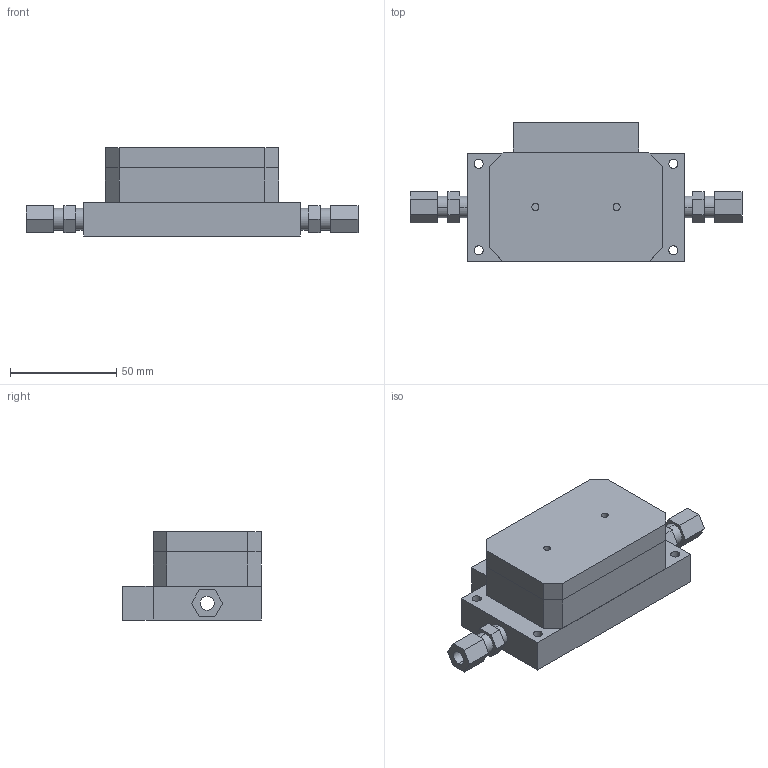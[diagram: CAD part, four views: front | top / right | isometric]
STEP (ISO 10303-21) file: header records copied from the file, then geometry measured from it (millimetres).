
FILE_DESCRIPTION (( 'STEP AP203' ), '1' );
FILE_NAME ('lhp-150cp.STEP', '2016-05-31T18:10:51', ( '' ), ( '' ), 'SwSTEP 2.0', 'SolidWorks 2016', '' );
FILE_SCHEMA (( 'CONFIG_CONTROL_DESIGN' ));
Length unit declared in the file: inch
Products named in the file (1): lhp-150cp
Bounding box: 155.96 x 65.02 x 41.61 mm (x, y, z)
Volume: 197463.9 mm3; surface area: 49683.4 mm2
Topology: 6 solids, 6 shells, 100 faces, 234 edges, 156 vertices
Faces by surface type: plane 70, cylinder 30
Entity records: 2955 total; most frequent: DIRECTION 496, CARTESIAN_POINT 491, ORIENTED_EDGE 468, EDGE_CURVE 234, VECTOR 174, LINE 174, AXIS2_PLACEMENT_3D 161, VERTEX_POINT 156
